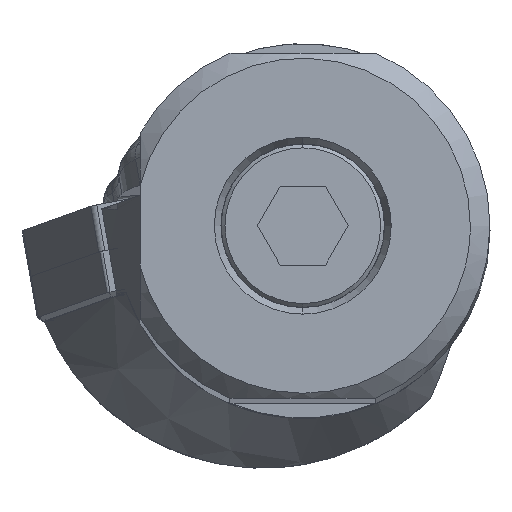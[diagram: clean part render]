
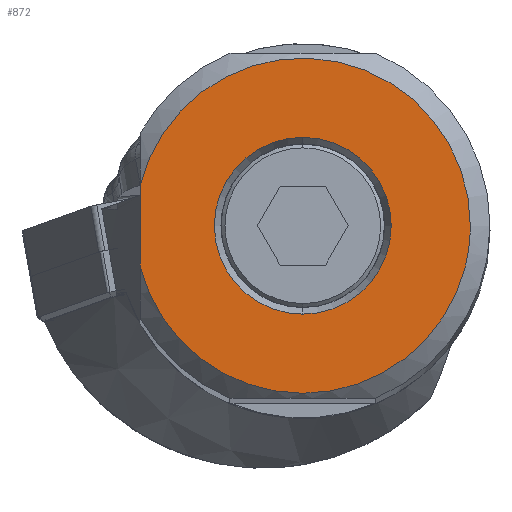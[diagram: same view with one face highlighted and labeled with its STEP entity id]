
A CAD part, top view. The second image highlights one B-rep face of the part: STEP entity #872.
In plain terms, the highlighted planar face has unit normal (0, 0, 1).
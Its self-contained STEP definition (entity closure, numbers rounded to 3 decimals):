
#872=ADVANCED_FACE('',(#1265,#1266),#1174,.T.);
#1174=PLANE('',#5922);
#1265=FACE_BOUND('',#1303,.T.);
#1266=FACE_BOUND('',#1304,.T.);
#1303=EDGE_LOOP('',(#1679,#1680,#1681,#1682));
#1304=EDGE_LOOP('',(#1683,#1684));
#1679=ORIENTED_EDGE('',*,*,#4028,.F.);
#1680=ORIENTED_EDGE('',*,*,#4029,.F.);
#1681=ORIENTED_EDGE('',*,*,#4030,.F.);
#1682=ORIENTED_EDGE('',*,*,#4031,.T.);
#1683=ORIENTED_EDGE('',*,*,#4032,.F.);
#1684=ORIENTED_EDGE('',*,*,#4033,.F.);
#3425=VERTEX_POINT('',#8098);
#3426=VERTEX_POINT('',#8099);
#3427=VERTEX_POINT('',#8101);
#3428=VERTEX_POINT('',#8103);
#3429=VERTEX_POINT('',#8106);
#3430=VERTEX_POINT('',#8107);
#4028=EDGE_CURVE('',#3425,#3426,#4912,.T.);
#4029=EDGE_CURVE('',#3427,#3425,#4913,.T.);
#4030=EDGE_CURVE('',#3428,#3427,#4914,.T.);
#4031=EDGE_CURVE('',#3428,#3426,#5273,.T.);
#4032=EDGE_CURVE('',#3429,#3430,#4915,.T.);
#4033=EDGE_CURVE('',#3430,#3429,#4916,.T.);
#4912=CIRCLE('',#5917,17.05);
#4913=CIRCLE('',#5918,17.05);
#4914=CIRCLE('',#5919,17.05);
#4915=CIRCLE('',#5920,9.);
#4916=CIRCLE('',#5921,9.);
#5273=LINE('',#8104,#5557);
#5557=VECTOR('',#6605,1.);
#5917=AXIS2_PLACEMENT_3D('',#8097,#6599,#6600);
#5918=AXIS2_PLACEMENT_3D('',#8100,#6601,#6602);
#5919=AXIS2_PLACEMENT_3D('',#8102,#6603,#6604);
#5920=AXIS2_PLACEMENT_3D('',#8105,#6606,#6607);
#5921=AXIS2_PLACEMENT_3D('',#8108,#6608,#6609);
#5922=AXIS2_PLACEMENT_3D('',#8109,#6610,#6611);
#6599=DIRECTION('',(0.,0.,-1.));
#6600=DIRECTION('',(0.971,-0.24,0.));
#6601=DIRECTION('',(0.,0.,-1.));
#6602=DIRECTION('',(1.,0.,0.));
#6603=DIRECTION('',(0.,0.,-1.));
#6604=DIRECTION('',(-0.971,0.24,0.));
#6605=DIRECTION('',(0.,-1.,0.));
#6606=DIRECTION('',(0.,0.,1.));
#6607=DIRECTION('',(0.,-1.,0.));
#6608=DIRECTION('',(0.,0.,1.));
#6609=DIRECTION('',(0.,1.,0.));
#6610=DIRECTION('',(0.,0.,1.));
#6611=DIRECTION('',(1.,0.,0.));
#8097=CARTESIAN_POINT('',(0.,0.,0.));
#8098=CARTESIAN_POINT('',(16.55,-4.099,0.));
#8099=CARTESIAN_POINT('',(-16.55,-4.099,0.));
#8100=CARTESIAN_POINT('',(0.,0.,0.));
#8101=CARTESIAN_POINT('',(17.05,0.,0.));
#8102=CARTESIAN_POINT('',(0.,0.,0.));
#8103=CARTESIAN_POINT('',(-16.55,4.099,0.));
#8104=CARTESIAN_POINT('',(-16.55,4.099,0.));
#8105=CARTESIAN_POINT('',(0.,0.,0.));
#8106=CARTESIAN_POINT('',(0.,-9.,0.));
#8107=CARTESIAN_POINT('',(0.,9.,0.));
#8108=CARTESIAN_POINT('',(0.,0.,0.));
#8109=CARTESIAN_POINT('',(0.25,0.,0.));
